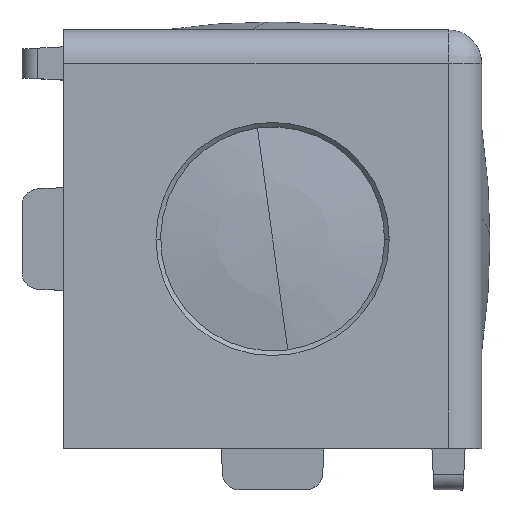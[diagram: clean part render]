
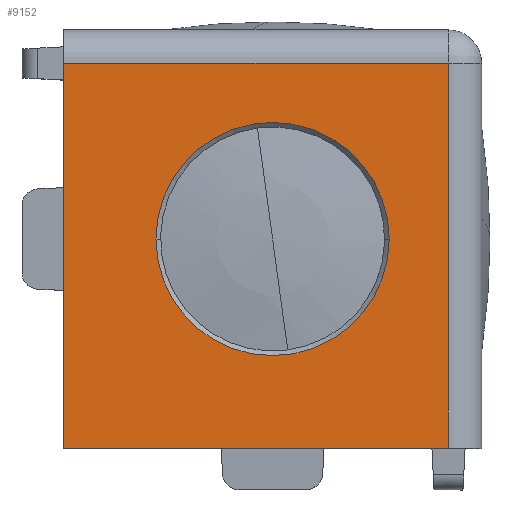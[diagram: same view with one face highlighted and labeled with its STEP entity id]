
A CAD part, top view. The second image highlights one B-rep face of the part: STEP entity #9152.
In plain terms, the highlighted planar face has unit normal (0, 0, 1).
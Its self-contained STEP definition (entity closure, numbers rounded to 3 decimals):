
#386 = CARTESIAN_POINT ( 'NONE',  ( -12.6, 10.6, 12.6 ) ) ;
#809 = ORIENTED_EDGE ( 'NONE', *, *, #881, .T. ) ;
#830 = CARTESIAN_POINT ( 'NONE',  ( 0., 0., 12.6 ) ) ;
#881 = EDGE_CURVE ( 'NONE', #7723, #7883, #9030, .T. ) ;
#886 = VECTOR ( 'NONE', #5471, 1000. ) ;
#1027 = VERTEX_POINT ( 'NONE', #9337 ) ;
#1056 = CIRCLE ( 'NONE', #1541, 7.027 ) ;
#1082 = CARTESIAN_POINT ( 'NONE',  ( -12.6, -12.6, 12.6 ) ) ;
#1228 = VECTOR ( 'NONE', #4291, 1000. ) ;
#1393 = AXIS2_PLACEMENT_3D ( 'NONE', #4721, #7980, #3793 ) ;
#1401 = EDGE_LOOP ( 'NONE', ( #809, #4523, #6505, #8848 ) ) ;
#1505 = PLANE ( 'NONE',  #1393 ) ;
#1541 = AXIS2_PLACEMENT_3D ( 'NONE', #8084, #7969, #9667 ) ;
#1931 = AXIS2_PLACEMENT_3D ( 'NONE', #830, #3098, #5470 ) ;
#2314 = CARTESIAN_POINT ( 'NONE',  ( 7.027, 0., 12.6 ) ) ;
#2384 = VERTEX_POINT ( 'NONE', #9826 ) ;
#2701 = VERTEX_POINT ( 'NONE', #2314 ) ;
#2855 = EDGE_CURVE ( 'NONE', #2384, #2701, #1056, .T. ) ;
#2992 = EDGE_LOOP ( 'NONE', ( #8523, #6227 ) ) ;
#3098 = DIRECTION ( 'NONE',  ( 0., 0., -1. ) ) ;
#3447 = EDGE_CURVE ( 'NONE', #1027, #7723, #9168, .T. ) ;
#3518 = EDGE_CURVE ( 'NONE', #7883, #7907, #7770, .T. ) ;
#3530 = DIRECTION ( 'NONE',  ( 0., -1., 0. ) ) ;
#3793 = DIRECTION ( 'NONE',  ( -1., 0., 0. ) ) ;
#4291 = DIRECTION ( 'NONE',  ( 1., 0., 0. ) ) ;
#4429 = LINE ( 'NONE', #386, #9267 ) ;
#4523 = ORIENTED_EDGE ( 'NONE', *, *, #3518, .T. ) ;
#4525 = FACE_BOUND ( 'NONE', #2992, .T. ) ;
#4721 = CARTESIAN_POINT ( 'NONE',  ( -12.6, 12.6, 12.6 ) ) ;
#5366 = EDGE_CURVE ( 'NONE', #2701, #2384, #6312, .T. ) ;
#5428 = VECTOR ( 'NONE', #3530, 1000. ) ;
#5470 = DIRECTION ( 'NONE',  ( -1., 0., 0. ) ) ;
#5471 = DIRECTION ( 'NONE',  ( 0., 1., 0. ) ) ;
#6227 = ORIENTED_EDGE ( 'NONE', *, *, #2855, .T. ) ;
#6312 = CIRCLE ( 'NONE', #1931, 7.027 ) ;
#6505 = ORIENTED_EDGE ( 'NONE', *, *, #7790, .T. ) ;
#6979 = FACE_OUTER_BOUND ( 'NONE', #1401, .T. ) ;
#7723 = VERTEX_POINT ( 'NONE', #8283 ) ;
#7727 = CARTESIAN_POINT ( 'NONE',  ( -12.6, 12.6, 12.6 ) ) ;
#7770 = LINE ( 'NONE', #9520, #886 ) ;
#7790 = EDGE_CURVE ( 'NONE', #7907, #1027, #4429, .T. ) ;
#7883 = VERTEX_POINT ( 'NONE', #9373 ) ;
#7907 = VERTEX_POINT ( 'NONE', #9473 ) ;
#7969 = DIRECTION ( 'NONE',  ( 0., 0., -1. ) ) ;
#7980 = DIRECTION ( 'NONE',  ( 0., 0., -1. ) ) ;
#8084 = CARTESIAN_POINT ( 'NONE',  ( 0., 0., 12.6 ) ) ;
#8283 = CARTESIAN_POINT ( 'NONE',  ( -12.6, -12.6, 12.6 ) ) ;
#8523 = ORIENTED_EDGE ( 'NONE', *, *, #5366, .T. ) ;
#8848 = ORIENTED_EDGE ( 'NONE', *, *, #3447, .T. ) ;
#9030 = LINE ( 'NONE', #1082, #1228 ) ;
#9152 = ADVANCED_FACE ( 'NONE', ( #4525, #6979 ), #1505, .F. ) ;
#9168 = LINE ( 'NONE', #7727, #5428 ) ;
#9235 = DIRECTION ( 'NONE',  ( -1., 0., 0. ) ) ;
#9267 = VECTOR ( 'NONE', #9235, 1000. ) ;
#9337 = CARTESIAN_POINT ( 'NONE',  ( -12.6, 10.6, 12.6 ) ) ;
#9373 = CARTESIAN_POINT ( 'NONE',  ( 10.6, -12.6, 12.6 ) ) ;
#9473 = CARTESIAN_POINT ( 'NONE',  ( 10.6, 10.6, 12.6 ) ) ;
#9520 = CARTESIAN_POINT ( 'NONE',  ( 10.6, 12.6, 12.6 ) ) ;
#9667 = DIRECTION ( 'NONE',  ( -1., 0., 0. ) ) ;
#9826 = CARTESIAN_POINT ( 'NONE',  ( -7.027, 0., 12.6 ) ) ;
